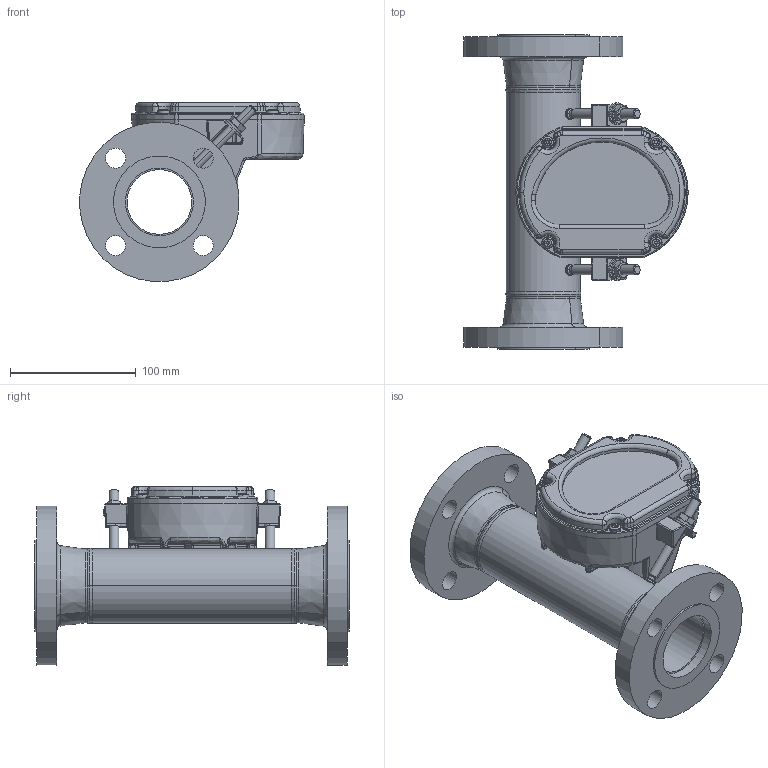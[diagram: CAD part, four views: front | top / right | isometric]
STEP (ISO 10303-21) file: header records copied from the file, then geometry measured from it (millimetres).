
FILE_DESCRIPTION (( 'STEP AP203' ), '1' );
FILE_NAME ('3810G-A-12-F-1-A-0.STEP', '2019-03-01T14:33:42', ( 'mrutkowski' ), ( 'Hewlett-Packard Company' ), 'SwSTEP 2.0', 'SolidWorks 2017', '' );
FILE_SCHEMA (( 'CONFIG_CONTROL_DESIGN' ));
Length unit declared in the file: inch
Products named in the file (1): 3810G-A-12-F-1-A-0
Bounding box: 178.39 x 250 x 142.26 mm (x, y, z)
Surface area: 187872.3 mm2 (no closed solid volume)
Topology: 0 solids, 21 shells, 569 faces, 1608 edges, 1002 vertices
Faces by surface type: cylinder 184, plane 122, bspline 122, cone 66, torus 65, sphere 10
Entity records: 22927 total; most frequent: CARTESIAN_POINT 8933, DIRECTION 2986, ORIENTED_EDGE 2751, EDGE_CURVE 1583, AXIS2_PLACEMENT_3D 1206, VERTEX_POINT 1002, CIRCLE 758, EDGE_LOOP 614
